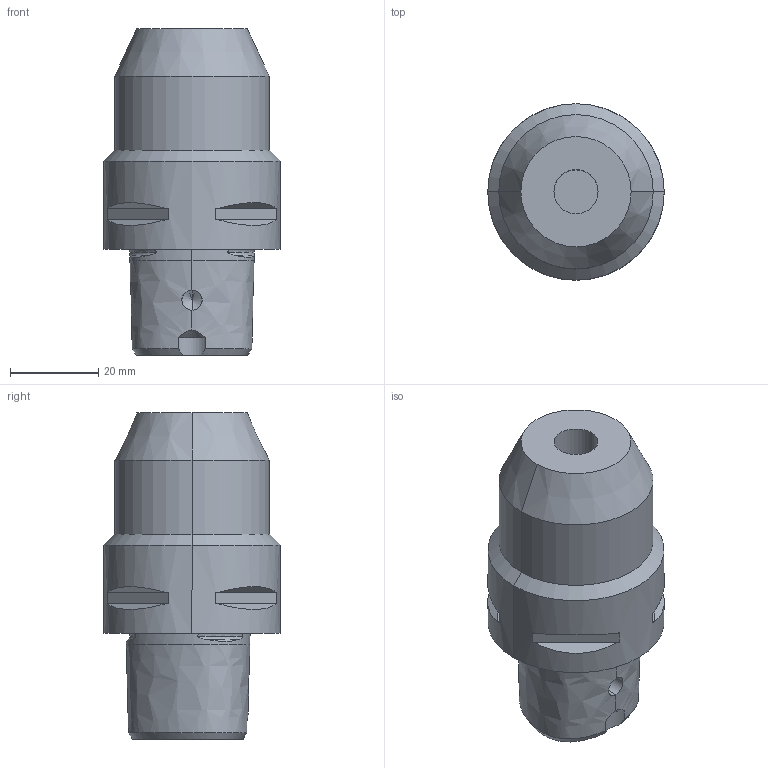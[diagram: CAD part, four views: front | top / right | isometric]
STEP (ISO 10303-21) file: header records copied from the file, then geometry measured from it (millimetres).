
FILE_DESCRIPTION (( 'STEP AP203' ), '1' );
FILE_NAME ('STP-141.653.10.050.STEP', '2019-04-19T01:33:24', ( '' ), ( '' ), 'SwSTEP 2.0', 'SolidWorks 2017', '' );
FILE_SCHEMA (( 'CONFIG_CONTROL_DESIGN' ));
Length unit declared in the file: millimetre
Products named in the file (1): STP-141.653.10.050
Bounding box: 40 x 40 x 74 mm (x, y, z)
Volume: 55638.1 mm3; surface area: 12636.2 mm2
Topology: 1 solids, 1 shells, 81 faces, 188 edges, 115 vertices
Faces by surface type: plane 29, cylinder 19, cone 18, torus 9, bspline 6
Entity records: 4440 total; most frequent: CARTESIAN_POINT 2593, ORIENTED_EDGE 372, DIRECTION 362, EDGE_CURVE 186, AXIS2_PLACEMENT_3D 153, VERTEX_POINT 115, EDGE_LOOP 91, ADVANCED_FACE 81
